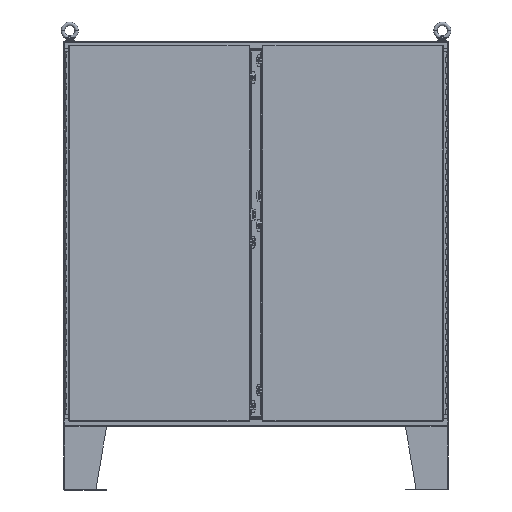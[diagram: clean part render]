
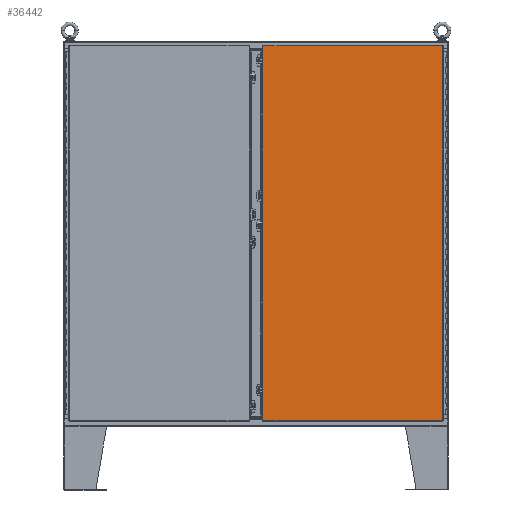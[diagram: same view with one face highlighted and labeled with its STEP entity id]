
A CAD part, front view. The second image highlights one B-rep face of the part: STEP entity #36442.
In plain terms, the highlighted planar face has unit normal (0, -1, 0).
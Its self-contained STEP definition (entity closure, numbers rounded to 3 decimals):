
#3986 = EDGE_CURVE ( 'NONE', #75100, #42352, #75369, .T. ) ;
#8160 = DIRECTION ( 'NONE',  ( 0., 0., -1. ) ) ;
#8393 = DIRECTION ( 'NONE',  ( 1., 0., 0. ) ) ;
#9091 = LINE ( 'NONE', #68469, #27449 ) ;
#9365 = DIRECTION ( 'NONE',  ( 0., 0., -1. ) ) ;
#16930 = FACE_OUTER_BOUND ( 'NONE', #83879, .T. ) ;
#27449 = VECTOR ( 'NONE', #37250, 39.37 ) ;
#27859 = ORIENTED_EDGE ( 'NONE', *, *, #56520, .F. ) ;
#33890 = CARTESIAN_POINT ( 'NONE',  ( 35.013, -13.75, 35.257 ) ) ;
#36442 = ADVANCED_FACE ( 'NONE', ( #16930 ), #55103, .F. ) ;
#37009 = VERTEX_POINT ( 'NONE', #107293 ) ;
#37250 = DIRECTION ( 'NONE',  ( 0., 0., 1. ) ) ;
#38029 = VECTOR ( 'NONE', #9365, 39.37 ) ;
#38403 = VECTOR ( 'NONE', #8393, 39.37 ) ;
#38409 = CARTESIAN_POINT ( 'NONE',  ( 35.014, -13.75, 35.257 ) ) ;
#38860 = AXIS2_PLACEMENT_3D ( 'NONE', #55714, #93914, #8160 ) ;
#42352 = VERTEX_POINT ( 'NONE', #33890 ) ;
#54169 = CARTESIAN_POINT ( 'NONE',  ( 35.014, -13.75, -35.044 ) ) ;
#55103 = PLANE ( 'NONE',  #38860 ) ;
#55714 = CARTESIAN_POINT ( 'NONE',  ( 35.014, -13.75, -35.044 ) ) ;
#56520 = EDGE_CURVE ( 'NONE', #120059, #37009, #63833, .T. ) ;
#57346 = EDGE_CURVE ( 'NONE', #37009, #75100, #9091, .T. ) ;
#63833 = LINE ( 'NONE', #102008, #73188 ) ;
#65891 = CARTESIAN_POINT ( 'NONE',  ( 1.299, -13.75, 35.257 ) ) ;
#68469 = CARTESIAN_POINT ( 'NONE',  ( 1.299, -13.75, -35.044 ) ) ;
#73188 = VECTOR ( 'NONE', #74468, 39.37 ) ;
#74468 = DIRECTION ( 'NONE',  ( -1., 0., 0. ) ) ;
#75100 = VERTEX_POINT ( 'NONE', #65891 ) ;
#75369 = LINE ( 'NONE', #38409, #38403 ) ;
#83879 = EDGE_LOOP ( 'NONE', ( #107554, #104944, #27859, #108324 ) ) ;
#93914 = DIRECTION ( 'NONE',  ( 0., 1., 0. ) ) ;
#102008 = CARTESIAN_POINT ( 'NONE',  ( 35.014, -13.75, -35.044 ) ) ;
#104944 = ORIENTED_EDGE ( 'NONE', *, *, #57346, .F. ) ;
#106311 = LINE ( 'NONE', #115119, #38029 ) ;
#107186 = EDGE_CURVE ( 'NONE', #42352, #120059, #106311, .T. ) ;
#107293 = CARTESIAN_POINT ( 'NONE',  ( 1.299, -13.75, -35.044 ) ) ;
#107554 = ORIENTED_EDGE ( 'NONE', *, *, #3986, .F. ) ;
#108324 = ORIENTED_EDGE ( 'NONE', *, *, #107186, .F. ) ;
#115119 = CARTESIAN_POINT ( 'NONE',  ( 35.014, -13.75, -35.044 ) ) ;
#120059 = VERTEX_POINT ( 'NONE', #54169 ) ;
